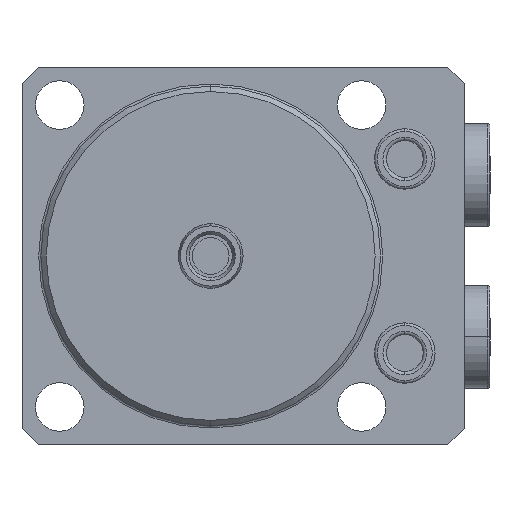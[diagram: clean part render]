
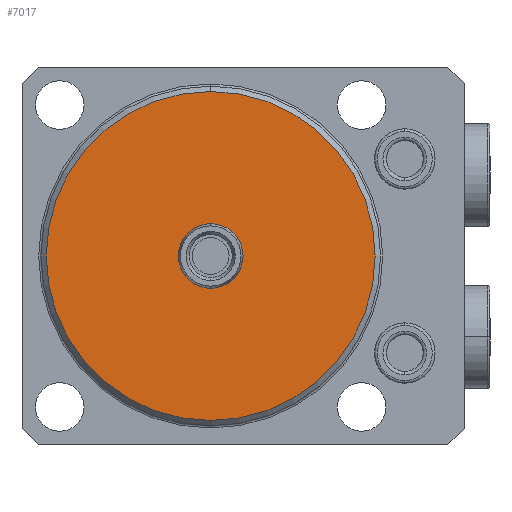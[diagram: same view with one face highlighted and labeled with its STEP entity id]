
A CAD part, front view. The second image highlights one B-rep face of the part: STEP entity #7017.
In plain terms, the highlighted planar face has unit normal (0, -1, 0).
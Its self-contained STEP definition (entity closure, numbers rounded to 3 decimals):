
#575 = ORIENTED_EDGE ( 'NONE', *, *, #6833, .T. ) ;
#576 = ORIENTED_EDGE ( 'NONE', *, *, #2680, .T. ) ;
#583 = ORIENTED_EDGE ( 'NONE', *, *, #5935, .T. ) ;
#593 = ORIENTED_EDGE ( 'NONE', *, *, #2679, .T. ) ;
#631 = VERTEX_POINT ( 'NONE', #2605 ) ;
#634 = VERTEX_POINT ( 'NONE', #2602 ) ;
#1387 = CIRCLE ( 'NONE', #5601, 6. ) ;
#1388 = CIRCLE ( 'NONE', #5600, 30.5 ) ;
#2038 = CARTESIAN_POINT ( 'NONE',  ( 0., -47., -30.5 ) ) ;
#2299 = DIRECTION ( 'NONE',  ( 0., 0., 1. ) ) ;
#2301 = DIRECTION ( 'NONE',  ( 0., -1., 0. ) ) ;
#2302 = CARTESIAN_POINT ( 'NONE',  ( 0., -47., 0. ) ) ;
#2308 = DIRECTION ( 'NONE',  ( 0., 0., 1. ) ) ;
#2309 = DIRECTION ( 'NONE',  ( 0., 1., 0. ) ) ;
#2311 = CARTESIAN_POINT ( 'NONE',  ( 0., -47., 0. ) ) ;
#2602 = CARTESIAN_POINT ( 'NONE',  ( 0., -47., -6. ) ) ;
#2605 = CARTESIAN_POINT ( 'NONE',  ( 0., -47., 6. ) ) ;
#2679 = EDGE_CURVE ( 'NONE', #631, #634, #1387, .T. ) ;
#2680 = EDGE_CURVE ( 'NONE', #6792, #4043, #1388, .T. ) ;
#3038 = DIRECTION ( 'NONE',  ( 0., 0., 1. ) ) ;
#3039 = DIRECTION ( 'NONE',  ( 0., 1., 0. ) ) ;
#3041 = PLANE ( 'NONE',  #6726 ) ;
#3045 = CARTESIAN_POINT ( 'NONE',  ( 0., -47., 0. ) ) ;
#3636 = AXIS2_PLACEMENT_3D ( 'NONE', #6236, #6235, #6234 ) ;
#4043 = VERTEX_POINT ( 'NONE', #2038 ) ;
#4868 = EDGE_LOOP ( 'NONE', ( #593, #583 ) ) ;
#4875 = EDGE_LOOP ( 'NONE', ( #576, #575 ) ) ;
#5600 = AXIS2_PLACEMENT_3D ( 'NONE', #2302, #2301, #2299 ) ;
#5601 = AXIS2_PLACEMENT_3D ( 'NONE', #2311, #2309, #2308 ) ;
#5745 = AXIS2_PLACEMENT_3D ( 'NONE', #6377, #6376, #6374 ) ;
#5935 = EDGE_CURVE ( 'NONE', #634, #631, #7650, .T. ) ;
#6234 = DIRECTION ( 'NONE',  ( 0., 0., 1. ) ) ;
#6235 = DIRECTION ( 'NONE',  ( 0., -1., 0. ) ) ;
#6236 = CARTESIAN_POINT ( 'NONE',  ( 0., -47., 0. ) ) ;
#6306 = CARTESIAN_POINT ( 'NONE',  ( 0., -47., 30.5 ) ) ;
#6374 = DIRECTION ( 'NONE',  ( 0., 0., 1. ) ) ;
#6376 = DIRECTION ( 'NONE',  ( 0., 1., 0. ) ) ;
#6377 = CARTESIAN_POINT ( 'NONE',  ( 0., -47., 0. ) ) ;
#6726 = AXIS2_PLACEMENT_3D ( 'NONE', #3045, #3039, #3038 ) ;
#6792 = VERTEX_POINT ( 'NONE', #6306 ) ;
#6833 = EDGE_CURVE ( 'NONE', #4043, #6792, #7814, .T. ) ;
#7017 = ADVANCED_FACE ( 'NONE', ( #8123, #8135 ), #3041, .F. ) ;
#7650 = CIRCLE ( 'NONE', #5745, 6. ) ;
#7814 = CIRCLE ( 'NONE', #3636, 30.5 ) ;
#8123 = FACE_BOUND ( 'NONE', #4868, .T. ) ;
#8135 = FACE_OUTER_BOUND ( 'NONE', #4875, .T. ) ;
